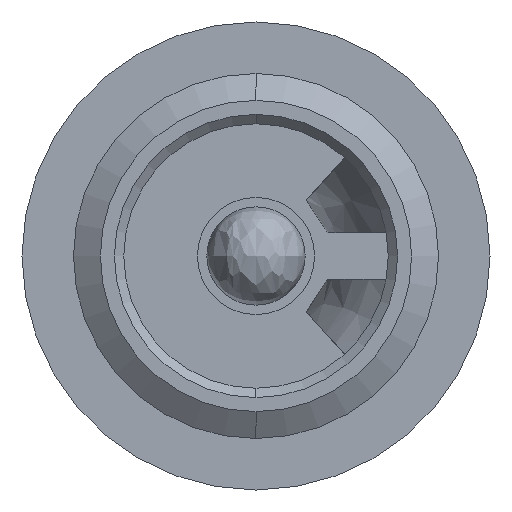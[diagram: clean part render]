
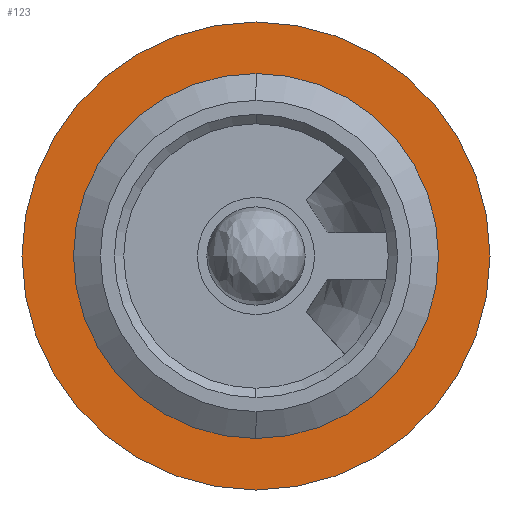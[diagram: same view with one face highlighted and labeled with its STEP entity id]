
A CAD part, left-side view. The second image highlights one B-rep face of the part: STEP entity #123.
In plain terms, the highlighted planar face has unit normal (-1, 0, 0).
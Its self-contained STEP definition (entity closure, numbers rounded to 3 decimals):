
#116 = EDGE_CURVE ( 'NONE', #2820, #4176, #3930, .T. ) ;
#123 = ADVANCED_FACE ( 'NONE', ( #2442, #3049 ), #2119, .T. ) ;
#239 = ORIENTED_EDGE ( 'NONE', *, *, #452, .T. ) ;
#350 = AXIS2_PLACEMENT_3D ( 'NONE', #3426, #4073, #2106 ) ;
#406 = CIRCLE ( 'NONE', #3161, 3.325 ) ;
#452 = EDGE_CURVE ( 'NONE', #4176, #2820, #406, .T. ) ;
#521 = DIRECTION ( 'NONE',  ( 0., 0., 1. ) ) ;
#630 = CARTESIAN_POINT ( 'NONE',  ( 6.5, 0., -3.325 ) ) ;
#849 = ORIENTED_EDGE ( 'NONE', *, *, #4012, .F. ) ;
#972 = CIRCLE ( 'NONE', #1071, 5. ) ;
#1065 = VERTEX_POINT ( 'NONE', #4160 ) ;
#1071 = AXIS2_PLACEMENT_3D ( 'NONE', #3524, #1237, #521 ) ;
#1237 = DIRECTION ( 'NONE',  ( 1., 0., 0. ) ) ;
#1251 = EDGE_LOOP ( 'NONE', ( #2327, #849 ) ) ;
#1261 = CARTESIAN_POINT ( 'NONE',  ( 6.5, 0., 0. ) ) ;
#1340 = CIRCLE ( 'NONE', #1648, 5. ) ;
#1422 = DIRECTION ( 'NONE',  ( 0., 0., 1. ) ) ;
#1579 = CARTESIAN_POINT ( 'NONE',  ( 6.5, 0., -5. ) ) ;
#1648 = AXIS2_PLACEMENT_3D ( 'NONE', #1261, #2217, #3579 ) ;
#1740 = CARTESIAN_POINT ( 'NONE',  ( 6.5, 0., 0. ) ) ;
#1932 = CARTESIAN_POINT ( 'NONE',  ( 6.5, 0., 0. ) ) ;
#1958 = ORIENTED_EDGE ( 'NONE', *, *, #116, .T. ) ;
#2106 = DIRECTION ( 'NONE',  ( 0., 0., 1. ) ) ;
#2119 = PLANE ( 'NONE',  #350 ) ;
#2217 = DIRECTION ( 'NONE',  ( 1., 0., 0. ) ) ;
#2308 = CARTESIAN_POINT ( 'NONE',  ( 6.5, 0., 3.325 ) ) ;
#2327 = ORIENTED_EDGE ( 'NONE', *, *, #3351, .F. ) ;
#2442 = FACE_BOUND ( 'NONE', #4081, .T. ) ;
#2750 = DIRECTION ( 'NONE',  ( 1., 0., 0. ) ) ;
#2820 = VERTEX_POINT ( 'NONE', #2308 ) ;
#2926 = DIRECTION ( 'NONE',  ( 0., 0., 1. ) ) ;
#2931 = AXIS2_PLACEMENT_3D ( 'NONE', #1740, #2750, #1422 ) ;
#3049 = FACE_OUTER_BOUND ( 'NONE', #1251, .T. ) ;
#3161 = AXIS2_PLACEMENT_3D ( 'NONE', #1932, #3944, #2926 ) ;
#3209 = VERTEX_POINT ( 'NONE', #1579 ) ;
#3351 = EDGE_CURVE ( 'NONE', #1065, #3209, #972, .T. ) ;
#3426 = CARTESIAN_POINT ( 'NONE',  ( 6.5, 0., 0. ) ) ;
#3524 = CARTESIAN_POINT ( 'NONE',  ( 6.5, 0., 0. ) ) ;
#3579 = DIRECTION ( 'NONE',  ( 0., 0., 1. ) ) ;
#3930 = CIRCLE ( 'NONE', #2931, 3.325 ) ;
#3944 = DIRECTION ( 'NONE',  ( 1., 0., 0. ) ) ;
#4012 = EDGE_CURVE ( 'NONE', #3209, #1065, #1340, .T. ) ;
#4073 = DIRECTION ( 'NONE',  ( -1., 0., 0. ) ) ;
#4081 = EDGE_LOOP ( 'NONE', ( #1958, #239 ) ) ;
#4160 = CARTESIAN_POINT ( 'NONE',  ( 6.5, 0., 5. ) ) ;
#4176 = VERTEX_POINT ( 'NONE', #630 ) ;
